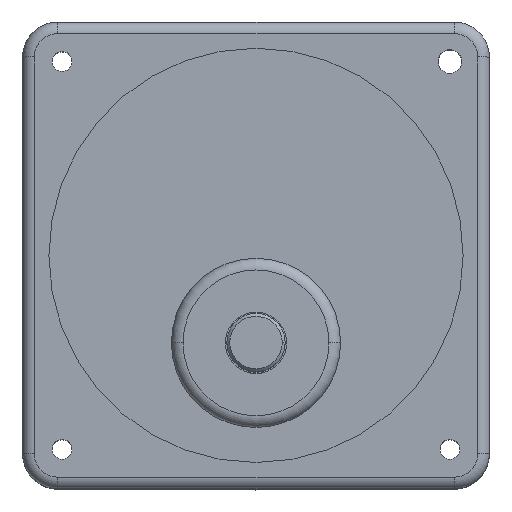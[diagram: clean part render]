
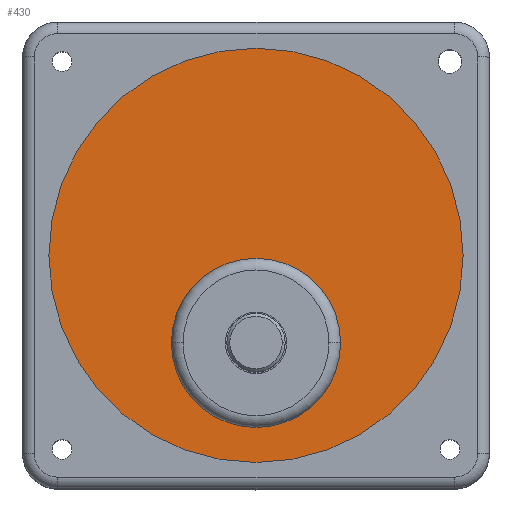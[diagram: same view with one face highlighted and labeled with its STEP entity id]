
A CAD part, top view. The second image highlights one B-rep face of the part: STEP entity #430.
In plain terms, the highlighted planar face has unit normal (0, 0, 1).
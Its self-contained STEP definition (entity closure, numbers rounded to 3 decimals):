
#360 = DIRECTION ( 'NONE',  ( 0., 0., 1. ) ) ;
#430 = ADVANCED_FACE ( 'NONE', ( #5346, #7771 ), #2218, .T. ) ;
#505 = VERTEX_POINT ( 'NONE', #3581 ) ;
#824 = DIRECTION ( 'NONE',  ( 0., 0., 1. ) ) ;
#862 = EDGE_CURVE ( 'NONE', #4961, #505, #2302, .T. ) ;
#1418 = DIRECTION ( 'NONE',  ( 0., 0., 1. ) ) ;
#1595 = DIRECTION ( 'NONE',  ( 1., 0., 0. ) ) ;
#1994 = EDGE_LOOP ( 'NONE', ( #6011, #7192 ) ) ;
#2018 = CARTESIAN_POINT ( 'NONE',  ( -79.618, -4.839, 20.35 ) ) ;
#2218 = PLANE ( 'NONE',  #4678 ) ;
#2297 = AXIS2_PLACEMENT_3D ( 'NONE', #4128, #360, #2876 ) ;
#2302 = CIRCLE ( 'NONE', #2297, 35.5 ) ;
#2439 = AXIS2_PLACEMENT_3D ( 'NONE', #2018, #4538, #6978 ) ;
#2513 = CIRCLE ( 'NONE', #3577, 35.5 ) ;
#2567 = CIRCLE ( 'NONE', #2439, 14.5 ) ;
#2575 = EDGE_LOOP ( 'NONE', ( #3604, #3565 ) ) ;
#2816 = EDGE_CURVE ( 'NONE', #7769, #4771, #2567, .T. ) ;
#2876 = DIRECTION ( 'NONE',  ( 1., 0., 0. ) ) ;
#3347 = DIRECTION ( 'NONE',  ( 1., 0., 0. ) ) ;
#3351 = AXIS2_PLACEMENT_3D ( 'NONE', #6434, #824, #3347 ) ;
#3565 = ORIENTED_EDGE ( 'NONE', *, *, #862, .T. ) ;
#3577 = AXIS2_PLACEMENT_3D ( 'NONE', #6999, #1418, #3952 ) ;
#3581 = CARTESIAN_POINT ( 'NONE',  ( -44.118, 10.161, 20.35 ) ) ;
#3604 = ORIENTED_EDGE ( 'NONE', *, *, #7820, .T. ) ;
#3952 = DIRECTION ( 'NONE',  ( 1., 0., 0. ) ) ;
#4128 = CARTESIAN_POINT ( 'NONE',  ( -79.618, 10.161, 20.35 ) ) ;
#4538 = DIRECTION ( 'NONE',  ( 0., 0., 1. ) ) ;
#4678 = AXIS2_PLACEMENT_3D ( 'NONE', #4732, #7168, #1595 ) ;
#4732 = CARTESIAN_POINT ( 'NONE',  ( -79.618, 10.161, 20.35 ) ) ;
#4735 = EDGE_CURVE ( 'NONE', #4771, #7769, #6823, .T. ) ;
#4771 = VERTEX_POINT ( 'NONE', #7694 ) ;
#4961 = VERTEX_POINT ( 'NONE', #6992 ) ;
#5346 = FACE_OUTER_BOUND ( 'NONE', #2575, .T. ) ;
#5749 = CARTESIAN_POINT ( 'NONE',  ( -94.118, -4.839, 20.35 ) ) ;
#6011 = ORIENTED_EDGE ( 'NONE', *, *, #2816, .F. ) ;
#6434 = CARTESIAN_POINT ( 'NONE',  ( -79.618, -4.839, 20.35 ) ) ;
#6823 = CIRCLE ( 'NONE', #3351, 14.5 ) ;
#6978 = DIRECTION ( 'NONE',  ( 1., 0., 0. ) ) ;
#6992 = CARTESIAN_POINT ( 'NONE',  ( -115.118, 10.161, 20.35 ) ) ;
#6999 = CARTESIAN_POINT ( 'NONE',  ( -79.618, 10.161, 20.35 ) ) ;
#7168 = DIRECTION ( 'NONE',  ( 0., 0., 1. ) ) ;
#7192 = ORIENTED_EDGE ( 'NONE', *, *, #4735, .F. ) ;
#7694 = CARTESIAN_POINT ( 'NONE',  ( -65.118, -4.839, 20.35 ) ) ;
#7769 = VERTEX_POINT ( 'NONE', #5749 ) ;
#7771 = FACE_BOUND ( 'NONE', #1994, .T. ) ;
#7820 = EDGE_CURVE ( 'NONE', #505, #4961, #2513, .T. ) ;
